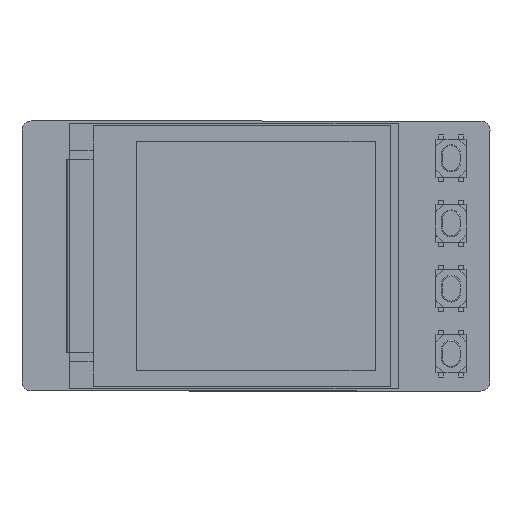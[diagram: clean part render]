
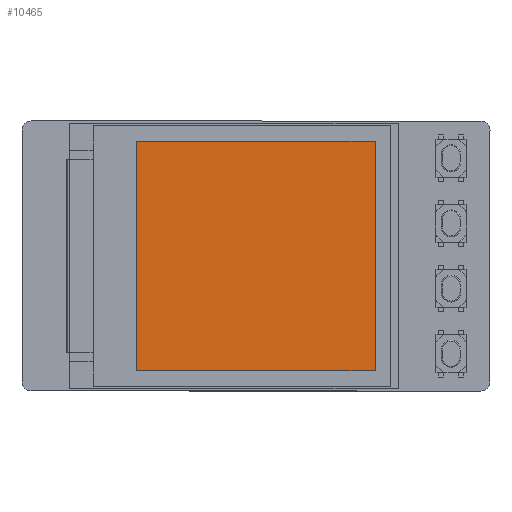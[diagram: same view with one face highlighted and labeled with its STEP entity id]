
A CAD part, top view. The second image highlights one B-rep face of the part: STEP entity #10465.
In plain terms, the highlighted planar face has unit normal (0, 0, 1).
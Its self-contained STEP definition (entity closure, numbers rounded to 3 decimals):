
#10077=DIRECTION('',(0.,1.,0.));
#10078=VECTOR('',#10077,26.5);
#10079=CARTESIAN_POINT('',(-12.75,-13.25,2.2));
#10080=LINE('',#10079,#10078);
#10084=DIRECTION('',(1.,0.,0.));
#10085=VECTOR('',#10084,25.5);
#10086=CARTESIAN_POINT('',(-12.75,13.25,2.2));
#10087=LINE('',#10086,#10085);
#10091=DIRECTION('',(0.,1.,0.));
#10092=VECTOR('',#10091,26.5);
#10093=CARTESIAN_POINT('',(12.75,-13.25,2.2));
#10094=LINE('',#10093,#10092);
#10098=DIRECTION('',(1.,0.,0.));
#10099=VECTOR('',#10098,25.5);
#10100=CARTESIAN_POINT('',(-12.75,-13.25,2.2));
#10101=LINE('',#10100,#10099);
#10310=CARTESIAN_POINT('',(-12.75,-13.25,2.2));
#10311=CARTESIAN_POINT('',(-12.75,13.25,2.2));
#10312=VERTEX_POINT('',#10310);
#10313=VERTEX_POINT('',#10311);
#10314=CARTESIAN_POINT('',(12.75,13.25,2.2));
#10315=VERTEX_POINT('',#10314);
#10316=CARTESIAN_POINT('',(12.75,-13.25,2.2));
#10317=VERTEX_POINT('',#10316);
#10451=CARTESIAN_POINT('',(0.,0.,2.2));
#10452=DIRECTION('',(0.,0.,1.));
#10453=DIRECTION('',(1.,0.,0.));
#10454=AXIS2_PLACEMENT_3D('',#10451,#10452,#10453);
#10455=PLANE('',#10454);
#10456=ORIENTED_EDGE('',*,*,#10441,.T.);
#10458=ORIENTED_EDGE('',*,*,#10457,.T.);
#10460=ORIENTED_EDGE('',*,*,#10459,.F.);
#10462=ORIENTED_EDGE('',*,*,#10461,.F.);
#10463=EDGE_LOOP('',(#10456,#10458,#10460,#10462));
#10464=FACE_OUTER_BOUND('',#10463,.F.);
#10465=ADVANCED_FACE('',(#10464),#10455,.T.);
#10441=EDGE_CURVE('',#10312,#10313,#10080,.T.);
#10457=EDGE_CURVE('',#10313,#10315,#10087,.T.);
#10459=EDGE_CURVE('',#10317,#10315,#10094,.T.);
#10461=EDGE_CURVE('',#10312,#10317,#10101,.T.);
